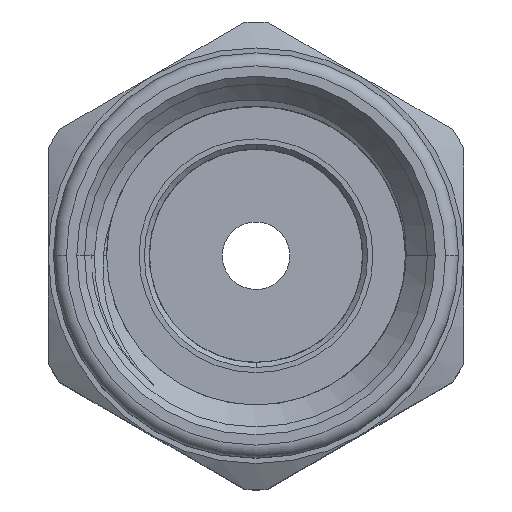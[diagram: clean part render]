
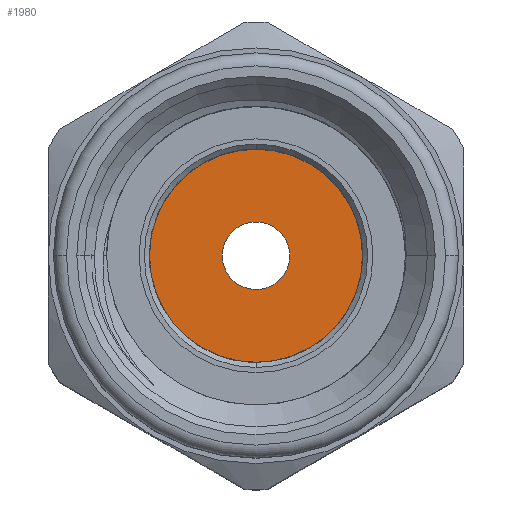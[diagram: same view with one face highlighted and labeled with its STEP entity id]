
A CAD part, top view. The second image highlights one B-rep face of the part: STEP entity #1980.
In plain terms, the highlighted planar face has unit normal (0, 0, 1).
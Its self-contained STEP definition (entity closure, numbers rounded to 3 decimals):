
#74 = CARTESIAN_POINT ( 'NONE',  ( -0.931, 1.832, 18.2 ) ) ;
#159 = EDGE_CURVE ( 'NONE', #433, #183, #997, .T. ) ;
#179 = AXIS2_PLACEMENT_3D ( 'NONE', #509, #1102, #900 ) ;
#183 = VERTEX_POINT ( 'NONE', #1425 ) ;
#197 = FACE_BOUND ( 'NONE', #1564, .T. ) ;
#205 = EDGE_LOOP ( 'NONE', ( #2043, #1258 ) ) ;
#247 = DIRECTION ( 'NONE',  ( 0., 0., -1. ) ) ;
#254 = EDGE_CURVE ( 'NONE', #1992, #1625, #1939, .T. ) ;
#370 = ORIENTED_EDGE ( 'NONE', *, *, #2151, .T. ) ;
#433 = VERTEX_POINT ( 'NONE', #1578 ) ;
#436 = CIRCLE ( 'NONE', #898, 0.65 ) ;
#489 = EDGE_CURVE ( 'NONE', #1625, #1992, #891, .T. ) ;
#509 = CARTESIAN_POINT ( 'NONE',  ( 0., 0., 18.2 ) ) ;
#543 = AXIS2_PLACEMENT_3D ( 'NONE', #806, #247, #1663 ) ;
#625 = AXIS2_PLACEMENT_3D ( 'NONE', #777, #2190, #2212 ) ;
#777 = CARTESIAN_POINT ( 'NONE',  ( -0.294, 0.579, 18.2 ) ) ;
#802 = DIRECTION ( 'NONE',  ( 0., 0., -1. ) ) ;
#806 = CARTESIAN_POINT ( 'NONE',  ( 0., 0., 18.2 ) ) ;
#891 = CIRCLE ( 'NONE', #179, 2.055 ) ;
#898 = AXIS2_PLACEMENT_3D ( 'NONE', #1178, #802, #1159 ) ;
#900 = DIRECTION ( 'NONE',  ( -0.453, 0.891, 0. ) ) ;
#937 = ORIENTED_EDGE ( 'NONE', *, *, #159, .T. ) ;
#997 = CIRCLE ( 'NONE', #1487, 0.65 ) ;
#1102 = DIRECTION ( 'NONE',  ( 0., 0., -1. ) ) ;
#1159 = DIRECTION ( 'NONE',  ( -0.453, 0.891, 0. ) ) ;
#1178 = CARTESIAN_POINT ( 'NONE',  ( 0., 0., 18.2 ) ) ;
#1258 = ORIENTED_EDGE ( 'NONE', *, *, #254, .F. ) ;
#1425 = CARTESIAN_POINT ( 'NONE',  ( -0.294, 0.579, 18.2 ) ) ;
#1461 = DIRECTION ( 'NONE',  ( -0.453, 0.891, 0. ) ) ;
#1467 = PLANE ( 'NONE',  #625 ) ;
#1487 = AXIS2_PLACEMENT_3D ( 'NONE', #1627, #2167, #1461 ) ;
#1501 = CARTESIAN_POINT ( 'NONE',  ( 0.931, -1.832, 18.2 ) ) ;
#1564 = EDGE_LOOP ( 'NONE', ( #370, #937 ) ) ;
#1578 = CARTESIAN_POINT ( 'NONE',  ( 0.294, -0.579, 18.2 ) ) ;
#1625 = VERTEX_POINT ( 'NONE', #74 ) ;
#1627 = CARTESIAN_POINT ( 'NONE',  ( 0., 0., 18.2 ) ) ;
#1663 = DIRECTION ( 'NONE',  ( -0.453, 0.891, 0. ) ) ;
#1939 = CIRCLE ( 'NONE', #543, 2.055 ) ;
#1980 = ADVANCED_FACE ( 'NONE', ( #197, #1996 ), #1467, .T. ) ;
#1992 = VERTEX_POINT ( 'NONE', #1501 ) ;
#1996 = FACE_OUTER_BOUND ( 'NONE', #205, .T. ) ;
#2043 = ORIENTED_EDGE ( 'NONE', *, *, #489, .F. ) ;
#2151 = EDGE_CURVE ( 'NONE', #183, #433, #436, .T. ) ;
#2167 = DIRECTION ( 'NONE',  ( 0., 0., -1. ) ) ;
#2190 = DIRECTION ( 'NONE',  ( 0., 0., 1. ) ) ;
#2212 = DIRECTION ( 'NONE',  ( 0.453, -0.891, 0. ) ) ;
